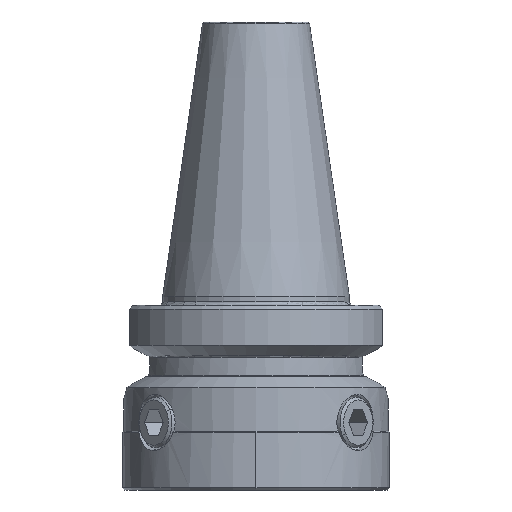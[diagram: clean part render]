
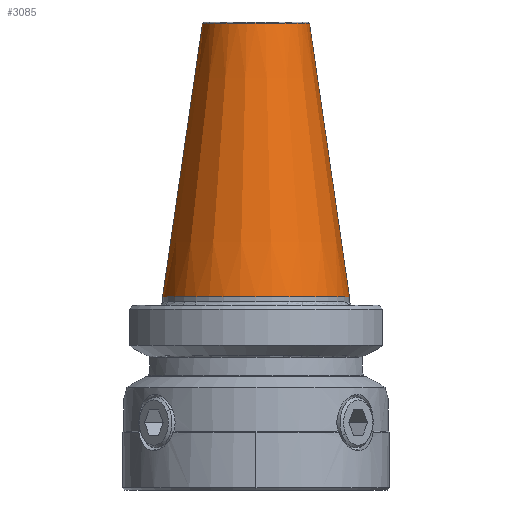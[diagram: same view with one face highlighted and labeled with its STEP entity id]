
A CAD part, front view. The second image highlights one B-rep face of the part: STEP entity #3085.
In plain terms, the highlighted conical face has half-angle 8.297 degrees and reference radius 12.017 mm.
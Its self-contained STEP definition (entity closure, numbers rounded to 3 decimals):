
#1179=VERTEX_POINT('NONE',#3324);
#1351=VERTEX_POINT('NONE',#3517);
#1703=EDGE_CURVE('NONE',#1351,#2609,#3905,.F.);
#2503=VERTEX_POINT('NONE',#4791);
#2591=EDGE_CURVE('NONE',#1351,#1179,#4890,.T.);
#2609=VERTEX_POINT('NONE',#4909);
#2853=EDGE_CURVE('NONE',#2503,#1179,#5178,.T.);
#3085=ADVANCED_FACE('NONE',(#5437),#5438,.T.);
#3121=EDGE_CURVE('NONE',#2609,#2503,#5479,.T.);
#3324=CARTESIAN_POINT('',(-22.225,0.,0.0));
#3517=CARTESIAN_POINT('',(-12.736,0.0,65.07));
#3905=CIRCLE('',#6774,12.736);
#4791=CARTESIAN_POINT('',(22.225,0.0,0.0));
#4890=LINE('',#8733,#8734);
#4909=CARTESIAN_POINT('',(12.736,0.,65.07));
#5178=CIRCLE('',#9288,22.225);
#5437=FACE_OUTER_BOUND('',#9732,.T.);
#5438=CONICAL_SURFACE('',#9733,12.017,0.145);
#5479=LINE('',#9826,#9827);
#6774=AXIS2_PLACEMENT_3D('',#10812,#10813,#10814);
#8733=CARTESIAN_POINT('',(-12.017,0.,70.0));
#8734=VECTOR('',#12008,1000.0);
#9288=AXIS2_PLACEMENT_3D('',#12344,#12345,#12346);
#9732=EDGE_LOOP('',(#12682,#12683,#12684,#12685));
#9733=AXIS2_PLACEMENT_3D('',#12686,#12687,#12688);
#9826=CARTESIAN_POINT('',(12.017,0.0,70.0));
#9827=VECTOR('',#12737,1000.0);
#10812=CARTESIAN_POINT('',(0.0,0.0,65.07));
#10813=DIRECTION('',(0.0,0.0,-1.0));
#10814=DIRECTION('',(1.0,0.0,0.0));
#12008=DIRECTION('',(-0.144,0.,-0.99));
#12344=CARTESIAN_POINT('',(0.0,0.0,0.0));
#12345=DIRECTION('',(0.0,0.0,-1.0));
#12346=DIRECTION('',(-1.0,0.0,0.0));
#12682=ORIENTED_EDGE('',*,*,#1703,.F.);
#12683=ORIENTED_EDGE('',*,*,#2591,.T.);
#12684=ORIENTED_EDGE('',*,*,#2853,.F.);
#12685=ORIENTED_EDGE('',*,*,#3121,.F.);
#12686=CARTESIAN_POINT('',(0.0,0.0,70.0));
#12687=DIRECTION('',(-0.0,0.0,-1.0));
#12688=DIRECTION('',(1.0,0.0,0.0));
#12737=DIRECTION('',(0.144,0.0,-0.99));
